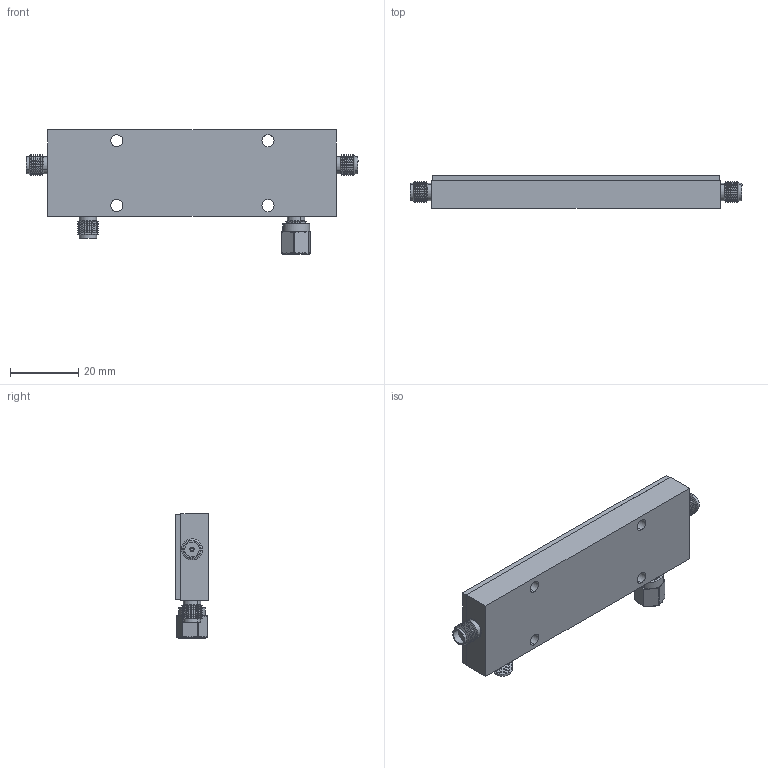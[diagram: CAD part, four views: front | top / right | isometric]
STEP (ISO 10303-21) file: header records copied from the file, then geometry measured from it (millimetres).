
FILE_DESCRIPTION (( 'STEP AP214' ), '1' );
FILE_NAME ('DCS 104_E.STEP', '2022-08-01T16:21:57', ( '' ), ( '' ), 'SwSTEP 2.0', 'SolidWorks 2021', '' );
FILE_SCHEMA (( 'AUTOMOTIVE_DESIGN' ));
Length unit declared in the file: inch
Products named in the file (1): DCS 104_E
Bounding box: 97.64 x 9.65 x 36.5 mm (x, y, z)
Volume: 21166.1 mm3; surface area: 13958.4 mm2
Topology: 15 solids, 15 shells, 1060 faces, 2696 edges, 1678 vertices
Faces by surface type: cylinder 568, plane 268, cone 144, bspline 64, sphere 14, torus 2
Entity records: 41222 total; most frequent: CARTESIAN_POINT 8683, DIRECTION 5820, ORIENTED_EDGE 5328, EDGE_CURVE 2664, AXIS2_PLACEMENT_3D 2271, VERTEX_POINT 1678, VECTOR 1278, LINE 1278
